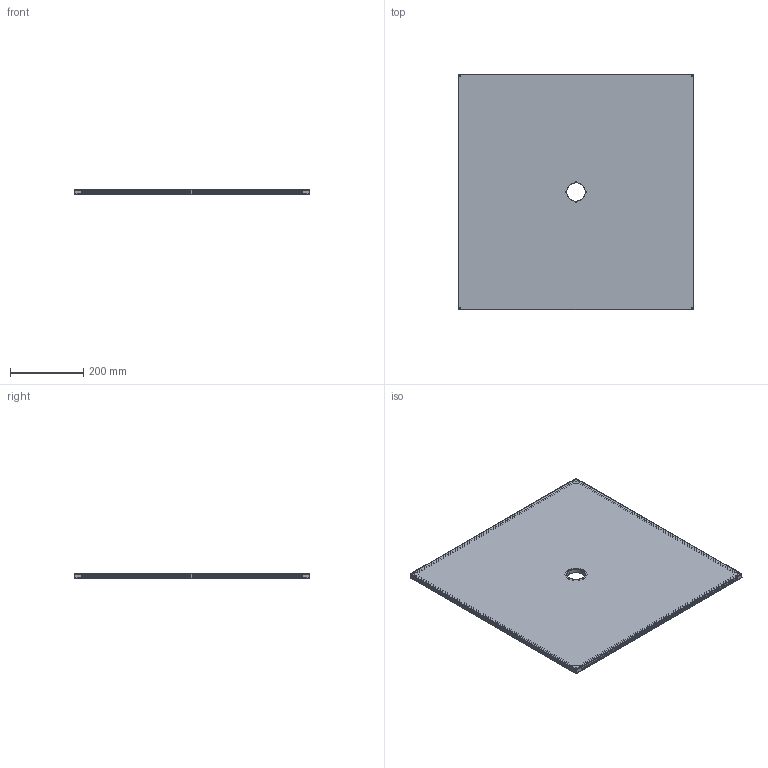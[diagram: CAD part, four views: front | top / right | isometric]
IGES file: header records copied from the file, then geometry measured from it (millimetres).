
Start section: SolidWorks IGES file using analytic representation for surfaces
Global section: file name: FLC600600-50.IGS,15HSolidWorks; native system: 2022; preprocessor: SolidWorks 2022; author: Administrator; date: 220607.094752; units: millimetre
Bounding box: 640 x 640 x 13 mm (x, y, z)
Surface area: 2561027 mm2 (no closed solid volume)
Topology: 0 solids, 0 shells, 513 faces, 6216 edges, 6200 vertices
Faces by surface type: bspline 261, revolution 252
